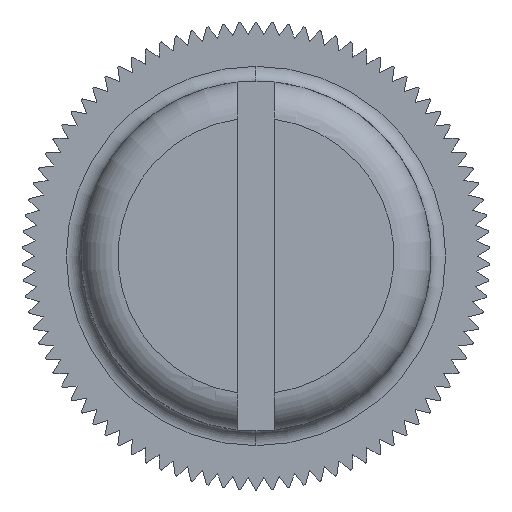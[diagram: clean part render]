
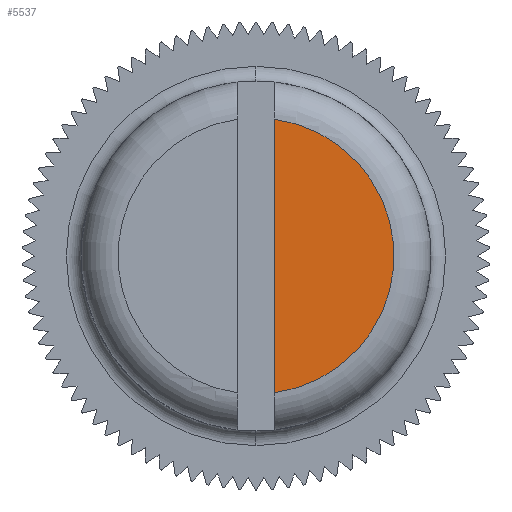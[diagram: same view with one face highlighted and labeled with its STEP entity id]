
A CAD part, left-side view. The second image highlights one B-rep face of the part: STEP entity #5537.
In plain terms, the highlighted planar face has unit normal (-1, 0, 0).
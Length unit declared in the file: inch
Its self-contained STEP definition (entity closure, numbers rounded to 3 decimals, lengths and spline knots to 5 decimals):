
#3005 = EDGE_CURVE ( 'NONE', #3519, #3530, #11174, .T. ) ;
#3006 = EDGE_CURVE ( 'NONE', #3530, #3519, #11168, .T. ) ;
#3229 = AXIS2_PLACEMENT_3D ( 'NONE', #11184, #11194, #11195 ) ;
#3355 = ORIENTED_EDGE ( 'NONE', *, *, #3005, .T. ) ;
#3356 = ORIENTED_EDGE ( 'NONE', *, *, #3006, .T. ) ;
#3519 = VERTEX_POINT ( 'NONE', #9144 ) ;
#3530 = VERTEX_POINT ( 'NONE', #9155 ) ;
#5537 = ADVANCED_FACE ( 'NONE', ( #11647 ), #11189, .F. ) ;
#6499 = EDGE_LOOP ( 'NONE', ( #3355, #3356 ) ) ;
#7763 = CARTESIAN_POINT ( 'NONE',  ( 0., -0.0125, 0.25 ) ) ;
#7765 = DIRECTION ( 'NONE',  ( 0., 0., -1. ) ) ;
#7766 = CARTESIAN_POINT ( 'NONE',  ( 0., 0., 0. ) ) ;
#7767 = DIRECTION ( 'NONE',  ( -1., 0., 0. ) ) ;
#7768 = DIRECTION ( 'NONE',  ( 0., 0., -1. ) ) ;
#9144 = CARTESIAN_POINT ( 'NONE',  ( 0., -0.0125, 0.09266 ) ) ;
#9155 = CARTESIAN_POINT ( 'NONE',  ( 0., -0.0125, -0.09266 ) ) ;
#10425 = AXIS2_PLACEMENT_3D ( 'NONE', #7766, #7767, #7768 ) ;
#11168 = CIRCLE ( 'NONE', #10425, 0.0935 ) ;
#11174 = LINE ( 'NONE', #7763, #11179 ) ;
#11179 = VECTOR ( 'NONE', #7765, 39.37008 ) ;
#11184 = CARTESIAN_POINT ( 'NONE',  ( 0., 0., 0. ) ) ;
#11189 = PLANE ( 'NONE',  #3229 ) ;
#11194 = DIRECTION ( 'NONE',  ( 1., 0., 0. ) ) ;
#11195 = DIRECTION ( 'NONE',  ( 0., 0., -1. ) ) ;
#11647 = FACE_OUTER_BOUND ( 'NONE', #6499, .T. ) ;
